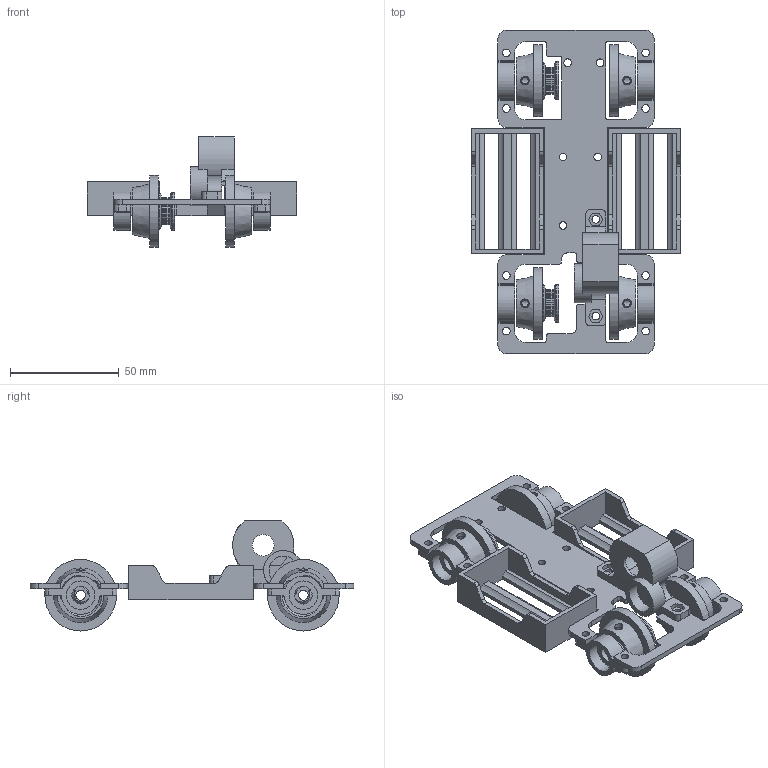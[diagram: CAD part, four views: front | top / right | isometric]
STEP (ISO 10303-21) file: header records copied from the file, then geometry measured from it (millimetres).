
FILE_DESCRIPTION(/* description */ ('','CAx-IF Rec.Pracs.---Representation and Presentation of Product Manufacturing Information (PMI)---4.0---2014-10-13'),/* implementation_level */ '2;1');
FILE_NAME(/* name */ 'To_Print.step',/* time_stamp */ '2025-02-22T01:21:58-08:00',/* author */ (''),/* organization */ (''),/* preprocessor_version */ 'ST-DEVELOPER v20',/* originating_system */ 'Autodesk Translation Framework v13.20.0.188',/* authorisation */ '');
FILE_SCHEMA (('AP242_MANAGED_MODEL_BASED_3D_ENGINEERING_MIM_LF { 1 0 10303 442 1 1 4 }'));
Length unit declared in the file: millimetre
Products named in the file (1): (Unsaved)
Bounding box: 96.4 x 149.05 x 50.7 mm (x, y, z)
Volume: 69920.8 mm3; surface area: 53206.1 mm2
Topology: 11 solids, 11 shells, 687 faces, 1858 edges, 1218 vertices
Faces by surface type: plane 358, cylinder 263, cone 62, torus 4
Full cylindrical faces by diameter (mm): 3 x4, 3.5 x29, 4 x4, 4.5 x4, 6 x1, 8.1 x4, 10 x1, 13.1 x5, 17.08 x2, 17.332 x2, 18.1 x1, 33 x4
Entity records: 22130 total; most frequent: CARTESIAN_POINT 4052, DIRECTION 3818, ORIENTED_EDGE 3716, EDGE_CURVE 1858, AXIS2_PLACEMENT_3D 1292, LINE 1234, VECTOR 1234, VERTEX_POINT 1218
